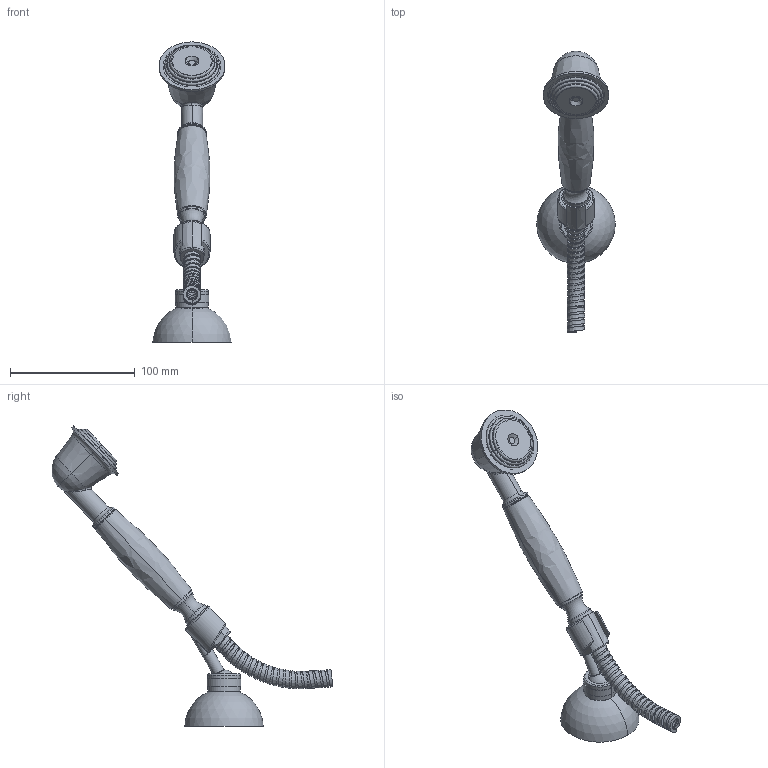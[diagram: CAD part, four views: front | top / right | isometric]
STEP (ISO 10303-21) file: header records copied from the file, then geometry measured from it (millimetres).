
FILE_DESCRIPTION((''),'2;1');
FILE_NAME('ZDUP011CR','2021-11-15T08:55:23',('ut3'),('PAFFONI SpA'),'CREO PARAMETRIC BY PTC INC, 2020044','CREO PARAMETRIC BY PTC INC, 2020044','');
FILE_SCHEMA(('CONFIG_CONTROL_DESIGN','SHAPE_APPEARANCE_LAYERS_GROUPS'));
Length unit declared in the file: millimetre
Products named in the file (1): ZDUP011CR
Bounding box: 63 x 225.68 x 241.11 mm (x, y, z)
Volume: 160277.9 mm3; surface area: 63094.9 mm2
Topology: 1 solids, 2 shells, 257 faces, 566 edges, 333 vertices
Faces by surface type: bspline 62, torus 58, cylinder 58, plane 51, cone 19, sphere 9
Entity records: 25452 total; most frequent: CARTESIAN_POINT 17406, DIRECTION 1138, ORIENTED_EDGE 1122, EDGE_CURVE 561, AXIS2_PLACEMENT_3D 496, FILL_AREA_STYLE_COLOUR 411, FILL_AREA_STYLE 411, SURFACE_STYLE_FILL_AREA 411
